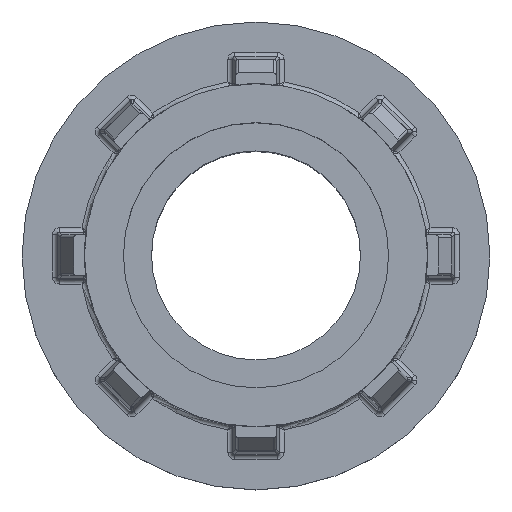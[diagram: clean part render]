
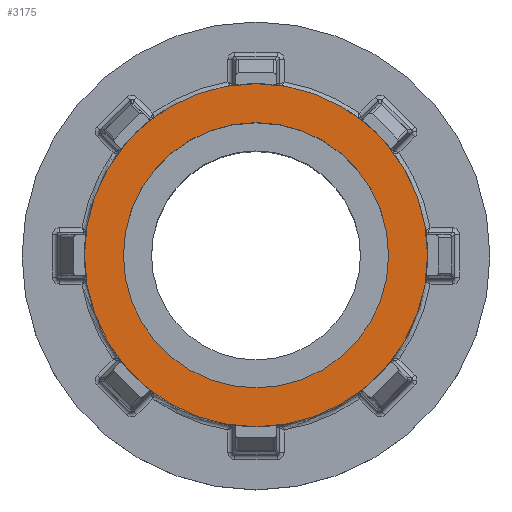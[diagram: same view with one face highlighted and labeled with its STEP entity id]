
A CAD part, top view. The second image highlights one B-rep face of the part: STEP entity #3175.
In plain terms, the highlighted planar face has unit normal (0, 0, 1).
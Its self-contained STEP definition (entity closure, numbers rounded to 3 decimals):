
#418 = VERTEX_POINT ( 'NONE', #5656 ) ;
#526 = CARTESIAN_POINT ( 'NONE',  ( 0., 0., 33. ) ) ;
#685 = EDGE_CURVE ( 'NONE', #418, #3964, #3468, .T. ) ;
#871 = CIRCLE ( 'NONE', #6514, 11. ) ;
#1091 = EDGE_CURVE ( 'NONE', #3964, #418, #5344, .T. ) ;
#1181 = EDGE_LOOP ( 'NONE', ( #3987, #3427 ) ) ;
#1410 = DIRECTION ( 'NONE',  ( 1., 0., 0. ) ) ;
#2011 = AXIS2_PLACEMENT_3D ( 'NONE', #2812, #8684, #3687 ) ;
#2057 = CARTESIAN_POINT ( 'NONE',  ( 0., 0., 33. ) ) ;
#2245 = FACE_OUTER_BOUND ( 'NONE', #1181, .T. ) ;
#2603 = EDGE_CURVE ( 'NONE', #6575, #9894, #2791, .T. ) ;
#2791 = CIRCLE ( 'NONE', #9747, 11. ) ;
#2812 = CARTESIAN_POINT ( 'NONE',  ( 0., 0., 33. ) ) ;
#2939 = DIRECTION ( 'NONE',  ( 1., 0., 0. ) ) ;
#3152 = CARTESIAN_POINT ( 'NONE',  ( 8.5, 0., 33. ) ) ;
#3175 = ADVANCED_FACE ( 'NONE', ( #6240, #2245 ), #8205, .T. ) ;
#3199 = DIRECTION ( 'NONE',  ( 0., 0., 1. ) ) ;
#3427 = ORIENTED_EDGE ( 'NONE', *, *, #3768, .T. ) ;
#3468 = CIRCLE ( 'NONE', #2011, 8.5 ) ;
#3687 = DIRECTION ( 'NONE',  ( 1., 0., 0. ) ) ;
#3768 = EDGE_CURVE ( 'NONE', #9894, #6575, #871, .T. ) ;
#3964 = VERTEX_POINT ( 'NONE', #3152 ) ;
#3987 = ORIENTED_EDGE ( 'NONE', *, *, #2603, .T. ) ;
#4555 = CARTESIAN_POINT ( 'NONE',  ( 0., 0., 33. ) ) ;
#4889 = CARTESIAN_POINT ( 'NONE',  ( 0., 0., 33. ) ) ;
#5344 = CIRCLE ( 'NONE', #6002, 8.5 ) ;
#5420 = DIRECTION ( 'NONE',  ( 1., 0., 0. ) ) ;
#5656 = CARTESIAN_POINT ( 'NONE',  ( -8.5, 0., 33. ) ) ;
#6002 = AXIS2_PLACEMENT_3D ( 'NONE', #4555, #10228, #5420 ) ;
#6091 = CARTESIAN_POINT ( 'NONE',  ( -11., 0., 33. ) ) ;
#6240 = FACE_BOUND ( 'NONE', #7186, .T. ) ;
#6438 = ORIENTED_EDGE ( 'NONE', *, *, #1091, .F. ) ;
#6514 = AXIS2_PLACEMENT_3D ( 'NONE', #2057, #7979, #2939 ) ;
#6546 = DIRECTION ( 'NONE',  ( 0., 0., 1. ) ) ;
#6575 = VERTEX_POINT ( 'NONE', #6091 ) ;
#7186 = EDGE_LOOP ( 'NONE', ( #6438, #7476 ) ) ;
#7476 = ORIENTED_EDGE ( 'NONE', *, *, #685, .F. ) ;
#7819 = AXIS2_PLACEMENT_3D ( 'NONE', #4889, #3199, #9033 ) ;
#7979 = DIRECTION ( 'NONE',  ( 0., 0., 1. ) ) ;
#8205 = PLANE ( 'NONE',  #7819 ) ;
#8684 = DIRECTION ( 'NONE',  ( 0., 0., 1. ) ) ;
#9033 = DIRECTION ( 'NONE',  ( 1., 0., 0. ) ) ;
#9086 = CARTESIAN_POINT ( 'NONE',  ( 11., 0., 33. ) ) ;
#9747 = AXIS2_PLACEMENT_3D ( 'NONE', #526, #6546, #1410 ) ;
#9894 = VERTEX_POINT ( 'NONE', #9086 ) ;
#10228 = DIRECTION ( 'NONE',  ( 0., 0., 1. ) ) ;
